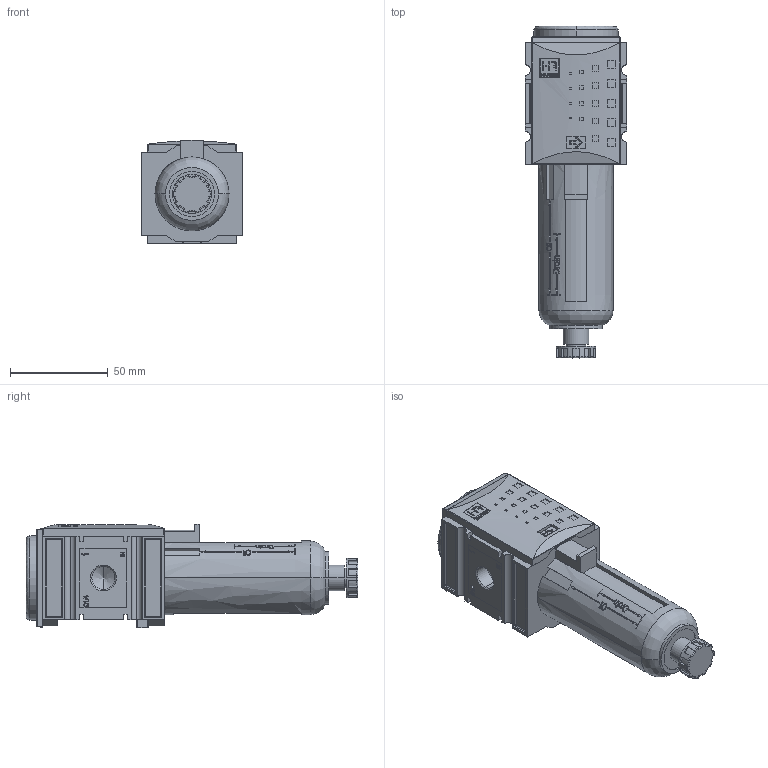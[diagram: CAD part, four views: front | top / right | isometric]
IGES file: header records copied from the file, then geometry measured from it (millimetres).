
Start section: SolidWorks IGES file using analytic representation for surfaces
Global section: file name: KPFI-114.IGS; native system: SolidWorks 2013; preprocessor: SolidWorks 2013; author: technolog; date: 140109.102432; units: millimetre
Bounding box: 52 x 169.5 x 53 mm (x, y, z)
Volume: 236722.2 mm3; surface area: 53758.1 mm2
Topology: 10 solids, 10 shells, 1065 faces, 5912 edges, 7603 vertices
Faces by surface type: plane 598, revolution 367, bspline 100
